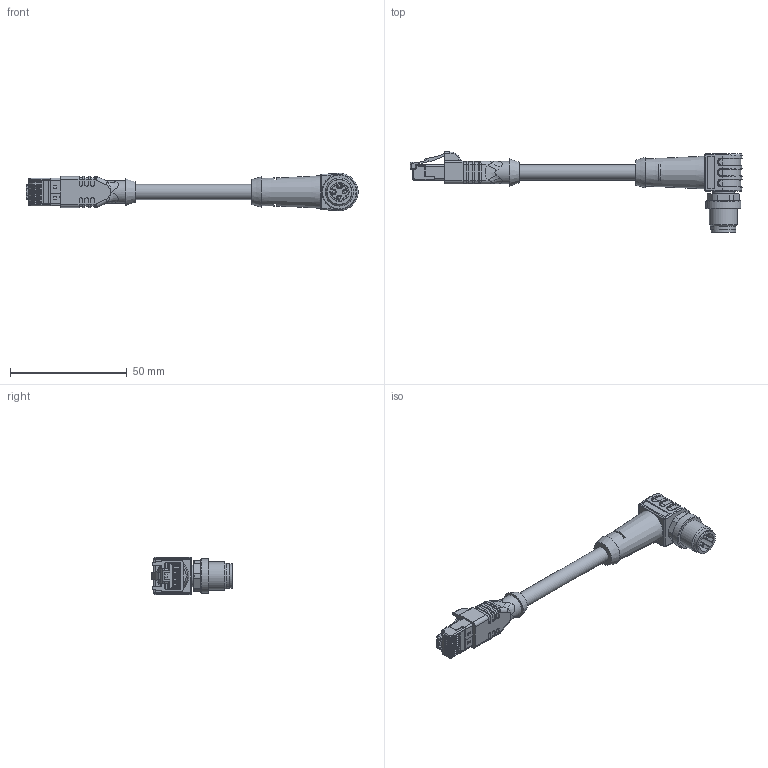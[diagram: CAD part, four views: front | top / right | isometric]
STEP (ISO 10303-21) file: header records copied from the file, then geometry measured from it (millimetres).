
FILE_DESCRIPTION(/* description */ (''),/* implementation_level */ '2;1');
FILE_NAME(/* name */ 'IE-WWASSY4_stp.stp',/* time_stamp */ '2016-09-15T16:56:03+02:00',/* author */ (''),/* organization */ (''),/* preprocessor_version */ 'ST-DEVELOPER v16',/* originating_system */ 'SIEMENS PLM Software NX 10.0',/* authorisation */ '');
FILE_SCHEMA (('AUTOMOTIVE_DESIGN { 1 0 10303 214 3 1 1 1 }'));
Length unit declared in the file: millimetre
Products named in the file (1): IE-WWASSY4_stp
Bounding box: 142.17 x 34.34 x 15.97 mm (x, y, z)
Volume: 14902.5 mm3; surface area: 7306.4 mm2
Topology: 1 solids, 1 shells, 907 faces, 2361 edges, 1466 vertices
Faces by surface type: plane 398, cylinder 332, torus 73, bspline 45, extrusion 31, sphere 16, cone 12
Full cylindrical faces by diameter (mm): 1 x4, 6.5 x1, 8.3 x1, 9.3 x1, 9.6 x1, 10.5 x1, 10.8 x1, 12 x1, 15 x1
Entity records: 28442 total; most frequent: CARTESIAN_POINT 6378, ORIENTED_EDGE 4620, DIRECTION 4616, EDGE_CURVE 2310, AXIS2_PLACEMENT_3D 1596, VERTEX_POINT 1454, VECTOR 1424, LINE 1393
